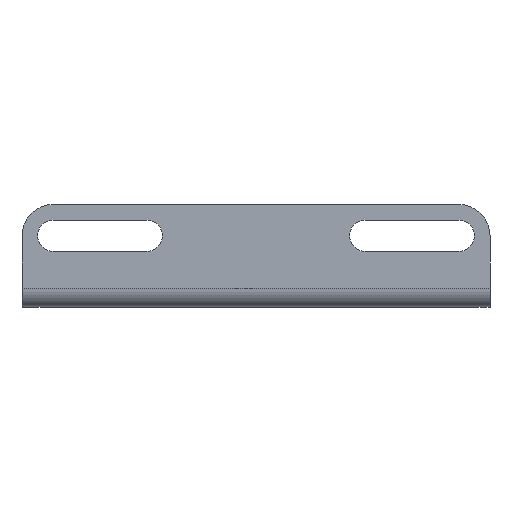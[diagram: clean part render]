
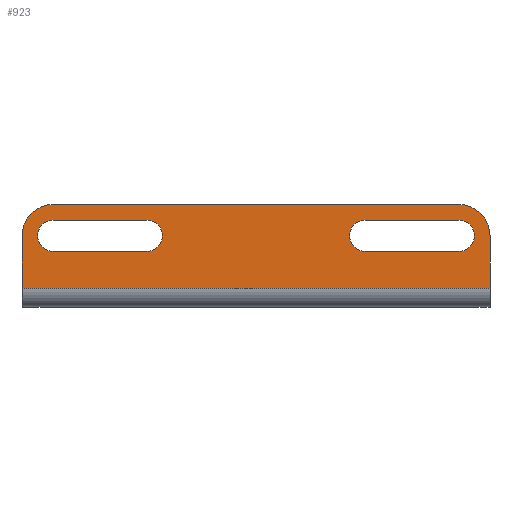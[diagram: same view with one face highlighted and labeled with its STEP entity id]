
A CAD part, front view. The second image highlights one B-rep face of the part: STEP entity #923.
In plain terms, the highlighted planar face has unit normal (0, -1, 0).
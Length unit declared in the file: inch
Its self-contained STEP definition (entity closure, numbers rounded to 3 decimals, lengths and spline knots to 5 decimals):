
#3 = VERTEX_POINT ( 'NONE', #1295 ) ;
#10 = VERTEX_POINT ( 'NONE', #1756 ) ;
#25 = AXIS2_PLACEMENT_3D ( 'NONE', #129, #1313, #289 ) ;
#35 = AXIS2_PLACEMENT_3D ( 'NONE', #280, #1466, #455 ) ;
#38 = AXIS2_PLACEMENT_3D ( 'NONE', #794, #1845, #974 ) ;
#41 = DIRECTION ( 'NONE',  ( 0., 0., 1. ) ) ;
#46 = AXIS2_PLACEMENT_3D ( 'NONE', #1130, #117, #1291 ) ;
#53 = AXIS2_PLACEMENT_3D ( 'NONE', #439, #1582, #611 ) ;
#60 = AXIS2_PLACEMENT_3D ( 'NONE', #1832, #959, #1967 ) ;
#88 = FACE_OUTER_BOUND ( 'NONE', #394, .T. ) ;
#94 = ORIENTED_EDGE ( 'NONE', *, *, #1355, .F. ) ;
#104 = DIRECTION ( 'NONE',  ( -1., 0., 0. ) ) ;
#117 = DIRECTION ( 'NONE',  ( 0., -1., 0. ) ) ;
#129 = CARTESIAN_POINT ( 'NONE',  ( 3.5, -0.125, 0.45 ) ) ;
#177 = CIRCLE ( 'NONE', #35, 0.25 ) ;
#234 = VECTOR ( 'NONE', #602, 39.37008 ) ;
#258 = DIRECTION ( 'NONE',  ( 1., 0., 0. ) ) ;
#280 = CARTESIAN_POINT ( 'NONE',  ( 0.25, -0.125, 0.45 ) ) ;
#281 = EDGE_LOOP ( 'NONE', ( #1019, #498, #1868, #1357 ) ) ;
#282 = CIRCLE ( 'NONE', #46, 0.125 ) ;
#289 = DIRECTION ( 'NONE',  ( 0., 0., 1. ) ) ;
#314 = VERTEX_POINT ( 'NONE', #917 ) ;
#333 = AXIS2_PLACEMENT_3D ( 'NONE', #1906, #1056, #41 ) ;
#334 = LINE ( 'NONE', #1809, #1930 ) ;
#392 = LINE ( 'NONE', #1209, #1626 ) ;
#394 = EDGE_LOOP ( 'NONE', ( #1404, #437, #1382, #1376, #1369, #694 ) ) ;
#437 = ORIENTED_EDGE ( 'NONE', *, *, #1385, .T. ) ;
#439 = CARTESIAN_POINT ( 'NONE',  ( 3.5, -0.125, 0.45 ) ) ;
#445 = DIRECTION ( 'NONE',  ( -1., 0., 0. ) ) ;
#455 = DIRECTION ( 'NONE',  ( 0., 0., 1. ) ) ;
#457 = VERTEX_POINT ( 'NONE', #992 ) ;
#498 = ORIENTED_EDGE ( 'NONE', *, *, #1345, .F. ) ;
#513 = FACE_BOUND ( 'NONE', #1254, .T. ) ;
#531 = PLANE ( 'NONE',  #333 ) ;
#554 = ORIENTED_EDGE ( 'NONE', *, *, #1370, .F. ) ;
#573 = VECTOR ( 'NONE', #804, 39.37008 ) ;
#602 = DIRECTION ( 'NONE',  ( 1., 0., 0. ) ) ;
#611 = DIRECTION ( 'NONE',  ( 0., 0., -1. ) ) ;
#627 = CARTESIAN_POINT ( 'NONE',  ( 3.75, -0.125, 0.7 ) ) ;
#679 = VERTEX_POINT ( 'NONE', #816 ) ;
#682 = CIRCLE ( 'NONE', #38, 0.125 ) ;
#694 = ORIENTED_EDGE ( 'NONE', *, *, #1396, .T. ) ;
#742 = CIRCLE ( 'NONE', #60, 0.125 ) ;
#767 = ORIENTED_EDGE ( 'NONE', *, *, #1365, .F. ) ;
#784 = CARTESIAN_POINT ( 'NONE',  ( 2.75, -0.125, 0.575 ) ) ;
#794 = CARTESIAN_POINT ( 'NONE',  ( 1., -0.125, 0.45 ) ) ;
#804 = DIRECTION ( 'NONE',  ( 0., 0., -1. ) ) ;
#816 = CARTESIAN_POINT ( 'NONE',  ( 0.25, -0.125, 0.7 ) ) ;
#851 = VECTOR ( 'NONE', #258, 39.37008 ) ;
#880 = VERTEX_POINT ( 'NONE', #1947 ) ;
#896 = CARTESIAN_POINT ( 'NONE',  ( 0.25, -0.125, 0.575 ) ) ;
#899 = CARTESIAN_POINT ( 'NONE',  ( 2.75, -0.125, 0.325 ) ) ;
#917 = CARTESIAN_POINT ( 'NONE',  ( 0., -0.125, 0.45 ) ) ;
#923 = ADVANCED_FACE ( 'NONE', ( #1433, #513, #88 ), #531, .F. ) ;
#956 = DIRECTION ( 'NONE',  ( -1., 0., 0. ) ) ;
#959 = DIRECTION ( 'NONE',  ( 0., -1., 0. ) ) ;
#965 = CARTESIAN_POINT ( 'NONE',  ( 0.25, -0.125, 0.575 ) ) ;
#974 = DIRECTION ( 'NONE',  ( 0., 0., -1. ) ) ;
#976 = VERTEX_POINT ( 'NONE', #1285 ) ;
#992 = CARTESIAN_POINT ( 'NONE',  ( 3.5, -0.125, 0.575 ) ) ;
#1004 = EDGE_CURVE ( 'NONE', #314, #10, #392, .T. ) ;
#1019 = ORIENTED_EDGE ( 'NONE', *, *, #1343, .F. ) ;
#1032 = CIRCLE ( 'NONE', #25, 0.25 ) ;
#1034 = ORIENTED_EDGE ( 'NONE', *, *, #1361, .F. ) ;
#1039 = DIRECTION ( 'NONE',  ( 0., 0., -1. ) ) ;
#1056 = DIRECTION ( 'NONE',  ( 0., 1., 0. ) ) ;
#1086 = VERTEX_POINT ( 'NONE', #1636 ) ;
#1094 = VECTOR ( 'NONE', #1969, 39.37008 ) ;
#1117 = CARTESIAN_POINT ( 'NONE',  ( 2.75, -0.125, 0.325 ) ) ;
#1130 = CARTESIAN_POINT ( 'NONE',  ( 0.25, -0.125, 0.45 ) ) ;
#1143 = LINE ( 'NONE', #1705, #234 ) ;
#1209 = CARTESIAN_POINT ( 'NONE',  ( 0., -0.125, 0.7 ) ) ;
#1254 = EDGE_LOOP ( 'NONE', ( #94, #1034, #767, #554 ) ) ;
#1270 = VERTEX_POINT ( 'NONE', #896 ) ;
#1275 = VERTEX_POINT ( 'NONE', #1916 ) ;
#1285 = CARTESIAN_POINT ( 'NONE',  ( 1., -0.125, 0.325 ) ) ;
#1291 = DIRECTION ( 'NONE',  ( 0., 0., -1. ) ) ;
#1295 = CARTESIAN_POINT ( 'NONE',  ( 2.75, -0.125, 0.575 ) ) ;
#1313 = DIRECTION ( 'NONE',  ( 0., -1., 0. ) ) ;
#1332 = EDGE_CURVE ( 'NONE', #1543, #679, #334, .T. ) ;
#1343 = EDGE_CURVE ( 'NONE', #1603, #1952, #1587, .T. ) ;
#1345 = EDGE_CURVE ( 'NONE', #3, #1603, #742, .T. ) ;
#1350 = EDGE_CURVE ( 'NONE', #457, #3, #1625, .T. ) ;
#1353 = EDGE_CURVE ( 'NONE', #1952, #457, #1883, .T. ) ;
#1355 = EDGE_CURVE ( 'NONE', #1086, #976, #1143, .T. ) ;
#1357 = ORIENTED_EDGE ( 'NONE', *, *, #1353, .F. ) ;
#1361 = EDGE_CURVE ( 'NONE', #1270, #1086, #282, .T. ) ;
#1365 = EDGE_CURVE ( 'NONE', #880, #1270, #1850, .T. ) ;
#1369 = ORIENTED_EDGE ( 'NONE', *, *, #1390, .F. ) ;
#1370 = EDGE_CURVE ( 'NONE', #976, #880, #682, .T. ) ;
#1376 = ORIENTED_EDGE ( 'NONE', *, *, #1389, .F. ) ;
#1382 = ORIENTED_EDGE ( 'NONE', *, *, #1004, .T. ) ;
#1385 = EDGE_CURVE ( 'NONE', #679, #314, #177, .T. ) ;
#1388 = CARTESIAN_POINT ( 'NONE',  ( 3.5, -0.125, 0.7 ) ) ;
#1389 = EDGE_CURVE ( 'NONE', #1275, #10, #1503, .T. ) ;
#1390 = EDGE_CURVE ( 'NONE', #1455, #1275, #1814, .T. ) ;
#1396 = EDGE_CURVE ( 'NONE', #1455, #1543, #1032, .T. ) ;
#1404 = ORIENTED_EDGE ( 'NONE', *, *, #1332, .T. ) ;
#1433 = FACE_BOUND ( 'NONE', #281, .T. ) ;
#1455 = VERTEX_POINT ( 'NONE', #1778 ) ;
#1466 = DIRECTION ( 'NONE',  ( 0., -1., 0. ) ) ;
#1471 = VECTOR ( 'NONE', #445, 39.37008 ) ;
#1503 = LINE ( 'NONE', #1715, #1471 ) ;
#1543 = VERTEX_POINT ( 'NONE', #1388 ) ;
#1549 = VECTOR ( 'NONE', #104, 39.37008 ) ;
#1582 = DIRECTION ( 'NONE',  ( 0., -1., 0. ) ) ;
#1587 = LINE ( 'NONE', #1117, #851 ) ;
#1603 = VERTEX_POINT ( 'NONE', #899 ) ;
#1625 = LINE ( 'NONE', #784, #1549 ) ;
#1626 = VECTOR ( 'NONE', #1039, 39.37008 ) ;
#1636 = CARTESIAN_POINT ( 'NONE',  ( 0.25, -0.125, 0.325 ) ) ;
#1683 = CARTESIAN_POINT ( 'NONE',  ( 3.5, -0.125, 0.325 ) ) ;
#1705 = CARTESIAN_POINT ( 'NONE',  ( 0.25, -0.125, 0.325 ) ) ;
#1715 = CARTESIAN_POINT ( 'NONE',  ( 3.75, -0.125, 0.029 ) ) ;
#1756 = CARTESIAN_POINT ( 'NONE',  ( 0., -0.125, 0.029 ) ) ;
#1778 = CARTESIAN_POINT ( 'NONE',  ( 3.75, -0.125, 0.45 ) ) ;
#1809 = CARTESIAN_POINT ( 'NONE',  ( 3.75, -0.125, 0.7 ) ) ;
#1814 = LINE ( 'NONE', #627, #573 ) ;
#1832 = CARTESIAN_POINT ( 'NONE',  ( 2.75, -0.125, 0.45 ) ) ;
#1845 = DIRECTION ( 'NONE',  ( 0., -1., 0. ) ) ;
#1850 = LINE ( 'NONE', #965, #1094 ) ;
#1868 = ORIENTED_EDGE ( 'NONE', *, *, #1350, .F. ) ;
#1883 = CIRCLE ( 'NONE', #53, 0.125 ) ;
#1906 = CARTESIAN_POINT ( 'NONE',  ( 3.75, -0.125, 0.7 ) ) ;
#1916 = CARTESIAN_POINT ( 'NONE',  ( 3.75, -0.125, 0.029 ) ) ;
#1930 = VECTOR ( 'NONE', #956, 39.37008 ) ;
#1947 = CARTESIAN_POINT ( 'NONE',  ( 1., -0.125, 0.575 ) ) ;
#1952 = VERTEX_POINT ( 'NONE', #1683 ) ;
#1967 = DIRECTION ( 'NONE',  ( 0., 0., -1. ) ) ;
#1969 = DIRECTION ( 'NONE',  ( -1., 0., 0. ) ) ;
